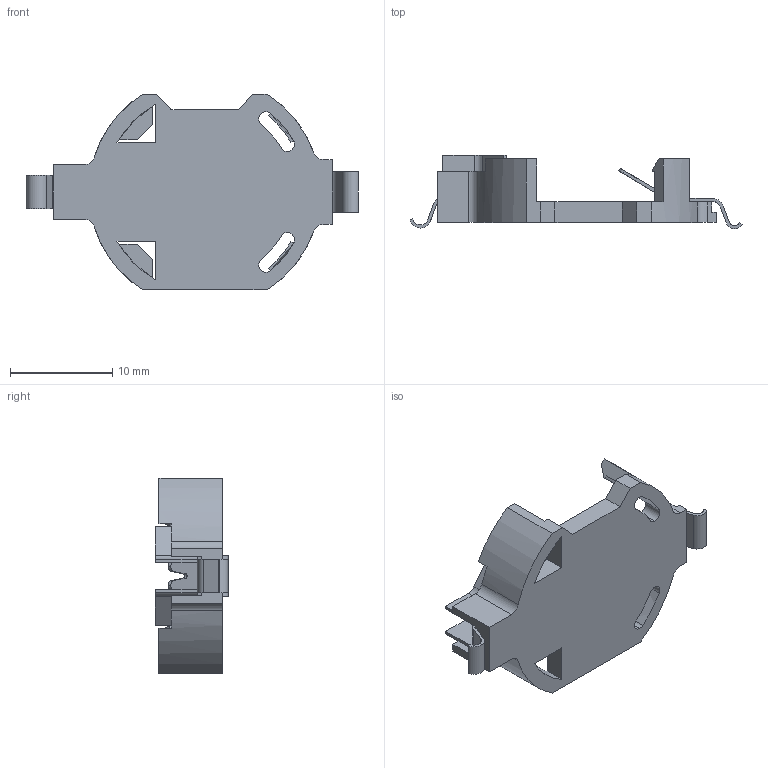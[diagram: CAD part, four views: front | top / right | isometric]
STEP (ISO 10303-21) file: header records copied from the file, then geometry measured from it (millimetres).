
FILE_DESCRIPTION (( 'STEP AP214' ), '1' );
FILE_NAME ('796136-1.STEP', '2014-10-23T14:39:14', ( 'Moshe' ), ( 'Microsoft' ), 'SwSTEP 2.0', 'SolidWorks 2011', '' );
FILE_SCHEMA (( 'AUTOMOTIVE_DESIGN' ));
Length unit declared in the file: millimetre
Products named in the file (1): 796136-1
Bounding box: 32.46 x 7.16 x 19.1 mm (x, y, z)
Volume: 912.4 mm3; surface area: 1610.3 mm2
Topology: 2 solids, 2 shells, 181 faces, 521 edges, 344 vertices
Faces by surface type: plane 129, cylinder 44, bspline 6, cone 2
Entity records: 6288 total; most frequent: CARTESIAN_POINT 1421, ORIENTED_EDGE 1042, DIRECTION 963, EDGE_CURVE 521, LINE 407, VECTOR 407, VERTEX_POINT 344, AXIS2_PLACEMENT_3D 278
